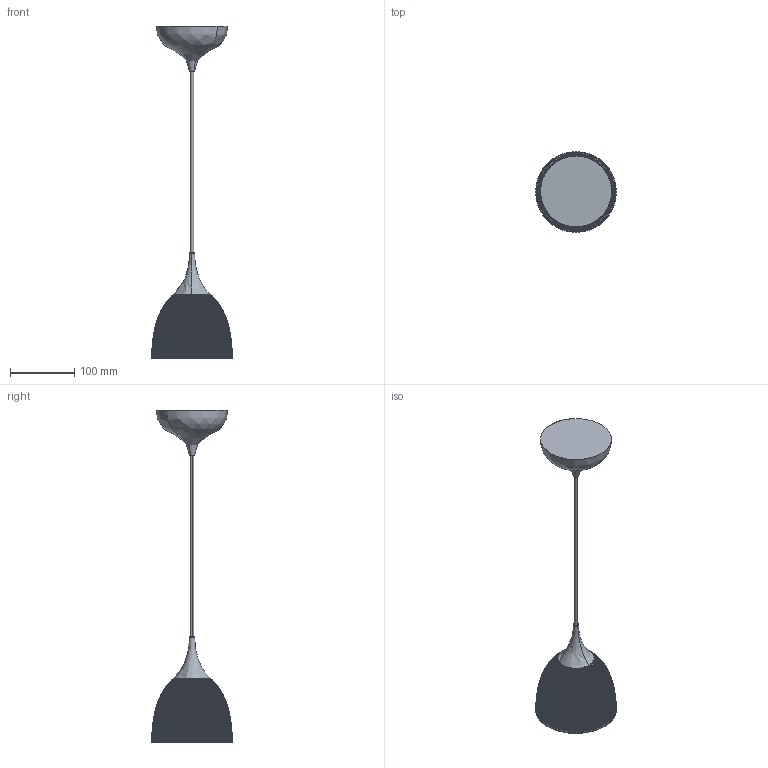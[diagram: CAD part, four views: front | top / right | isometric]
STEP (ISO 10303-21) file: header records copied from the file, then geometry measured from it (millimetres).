
FILE_DESCRIPTION(/* description */ (''),/* implementation_level */ '2;1');
FILE_NAME(/* name */ '1944020A_Lana',/* time_stamp */ '2016-05-31T11:49:55+02:00',/* author */ (''),/* organization */ (''),/* preprocessor_version */ 'ST-DEVELOPER v15',/* originating_system */ '',/* authorisation */ '');
FILE_SCHEMA (('AUTOMOTIVE_DESIGN'));
Products named in the file (1): Document
Bounding box: 124.85 x 124.85 x 514.8 mm (x, y, z)
Surface area: 83269.7 mm2 (no closed solid volume)
Topology: 0 solids, 17 shells, 2226 faces, 6072 edges, 3228 vertices
Faces by surface type: bspline 2221, plane 5
Entity records: 157190 total; most frequent: CARTESIAN_POINT 128732, ORIENTED_EDGE 8682, EDGE_CURVE 5945, B_SPLINE_CURVE_WITH_KNOTS 3228, VERTEX_POINT 3198, EDGE_LOOP 2199, ADVANCED_FACE 2196, FACE_OUTER_BOUND 2196
